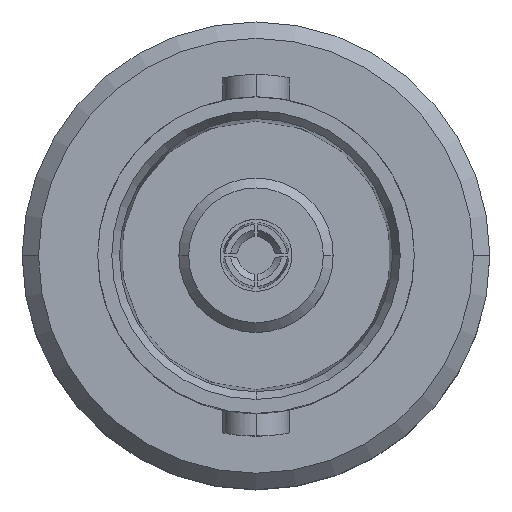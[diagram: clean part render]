
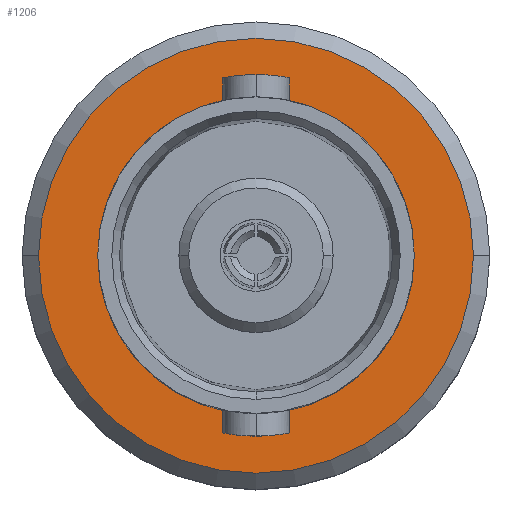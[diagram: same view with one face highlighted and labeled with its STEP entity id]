
A CAD part, top view. The second image highlights one B-rep face of the part: STEP entity #1206.
In plain terms, the highlighted planar face has unit normal (0, 0, 1).
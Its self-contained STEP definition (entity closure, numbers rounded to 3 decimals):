
#308 = CIRCLE ( 'NONE', #2515, 6.65 ) ;
#345 = EDGE_CURVE ( 'NONE', #1425, #949, #308, .T. ) ;
#361 = EDGE_CURVE ( 'NONE', #986, #3057, #2992, .T. ) ;
#605 = ORIENTED_EDGE ( 'NONE', *, *, #1895, .T. ) ;
#637 = AXIS2_PLACEMENT_3D ( 'NONE', #1450, #4269, #1843 ) ;
#726 = FACE_BOUND ( 'NONE', #2309, .T. ) ;
#949 = VERTEX_POINT ( 'NONE', #1072 ) ;
#986 = VERTEX_POINT ( 'NONE', #1759 ) ;
#1072 = CARTESIAN_POINT ( 'NONE',  ( 6.65, 0., -11.3 ) ) ;
#1206 = ADVANCED_FACE ( 'NONE', ( #726, #2723 ), #3022, .F. ) ;
#1222 = DIRECTION ( 'NONE',  ( 0., 0., -1. ) ) ;
#1425 = VERTEX_POINT ( 'NONE', #4138 ) ;
#1450 = CARTESIAN_POINT ( 'NONE',  ( 0., 0., -11.3 ) ) ;
#1452 = DIRECTION ( 'NONE',  ( -1., 0., 0. ) ) ;
#1759 = CARTESIAN_POINT ( 'NONE',  ( -4.84, 0., -11.3 ) ) ;
#1843 = DIRECTION ( 'NONE',  ( 1., 0., 0. ) ) ;
#1895 = EDGE_CURVE ( 'NONE', #3057, #986, #2117, .T. ) ;
#1982 = CARTESIAN_POINT ( 'NONE',  ( 0., 0., -11.3 ) ) ;
#2117 = CIRCLE ( 'NONE', #2748, 4.84 ) ;
#2309 = EDGE_LOOP ( 'NONE', ( #605, #3242 ) ) ;
#2322 = CARTESIAN_POINT ( 'NONE',  ( 0., 0., -11.3 ) ) ;
#2351 = ORIENTED_EDGE ( 'NONE', *, *, #3689, .T. ) ;
#2382 = DIRECTION ( 'NONE',  ( -1., 0., 0. ) ) ;
#2422 = EDGE_LOOP ( 'NONE', ( #2482, #2351 ) ) ;
#2482 = ORIENTED_EDGE ( 'NONE', *, *, #345, .T. ) ;
#2515 = AXIS2_PLACEMENT_3D ( 'NONE', #2322, #5110, #2736 ) ;
#2723 = FACE_OUTER_BOUND ( 'NONE', #2422, .T. ) ;
#2736 = DIRECTION ( 'NONE',  ( 1., 0., 0. ) ) ;
#2748 = AXIS2_PLACEMENT_3D ( 'NONE', #4718, #1222, #3166 ) ;
#2992 = CIRCLE ( 'NONE', #4161, 4.84 ) ;
#3022 = PLANE ( 'NONE',  #5101 ) ;
#3057 = VERTEX_POINT ( 'NONE', #3488 ) ;
#3166 = DIRECTION ( 'NONE',  ( -1., 0., 0. ) ) ;
#3204 = DIRECTION ( 'NONE',  ( 0., 0., -1. ) ) ;
#3242 = ORIENTED_EDGE ( 'NONE', *, *, #361, .T. ) ;
#3329 = CIRCLE ( 'NONE', #637, 6.65 ) ;
#3463 = CARTESIAN_POINT ( 'NONE',  ( 0., 0., -11.3 ) ) ;
#3488 = CARTESIAN_POINT ( 'NONE',  ( 4.84, 0., -11.3 ) ) ;
#3689 = EDGE_CURVE ( 'NONE', #949, #1425, #3329, .T. ) ;
#4138 = CARTESIAN_POINT ( 'NONE',  ( -6.65, 0., -11.3 ) ) ;
#4161 = AXIS2_PLACEMENT_3D ( 'NONE', #1982, #4777, #2382 ) ;
#4269 = DIRECTION ( 'NONE',  ( 0., 0., 1. ) ) ;
#4718 = CARTESIAN_POINT ( 'NONE',  ( 0., 0., -11.3 ) ) ;
#4777 = DIRECTION ( 'NONE',  ( 0., 0., -1. ) ) ;
#5101 = AXIS2_PLACEMENT_3D ( 'NONE', #3463, #3204, #1452 ) ;
#5110 = DIRECTION ( 'NONE',  ( 0., 0., 1. ) ) ;
